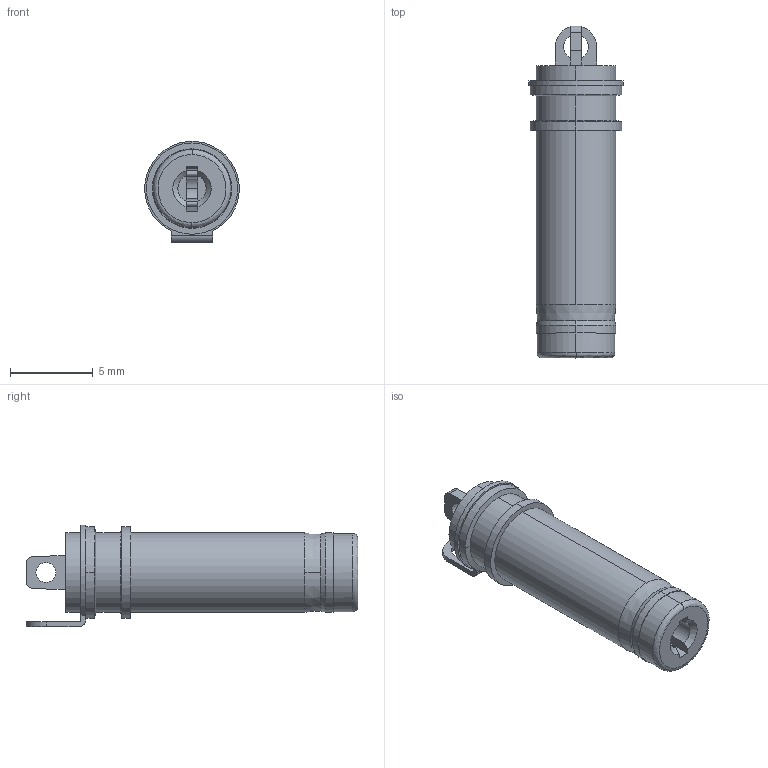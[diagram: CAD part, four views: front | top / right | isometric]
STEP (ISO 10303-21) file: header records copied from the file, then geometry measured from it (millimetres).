
FILE_DESCRIPTION (( 'STEP AP203' ), '1' );
FILE_NAME ('50-00622_revA.STEP', '2019-04-17T19:01:45', ( '' ), ( '' ), 'SwSTEP 2.0', 'SolidWorks 2015', '' );
FILE_SCHEMA (( 'CONFIG_CONTROL_DESIGN' ));
Length unit declared in the file: millimetre
Products named in the file (5): 50-00622_revA; 50-00622 shell; 50-00622 center terminal; 50-00622 ground terminal; 50-00622 insulator
Assembly tree (4 placements, depth 2):
  50-00622_revA
    50-00622 insulator
    50-00622 shell
    50-00622 ground terminal
    50-00622 center terminal
Bounding box: 5.68 x 20.01 x 6.09 mm (x, y, z)
Volume: 300.4 mm3; surface area: 1024.1 mm2
Topology: 4 solids, 4 shells, 145 faces, 386 edges, 254 vertices
Faces by surface type: cylinder 71, plane 54, cone 14, bspline 6
Entity records: 5274 total; most frequent: CARTESIAN_POINT 1014, DIRECTION 830, ORIENTED_EDGE 772, EDGE_CURVE 386, AXIS2_PLACEMENT_3D 312, VERTEX_POINT 254, LINE 206, VECTOR 206
